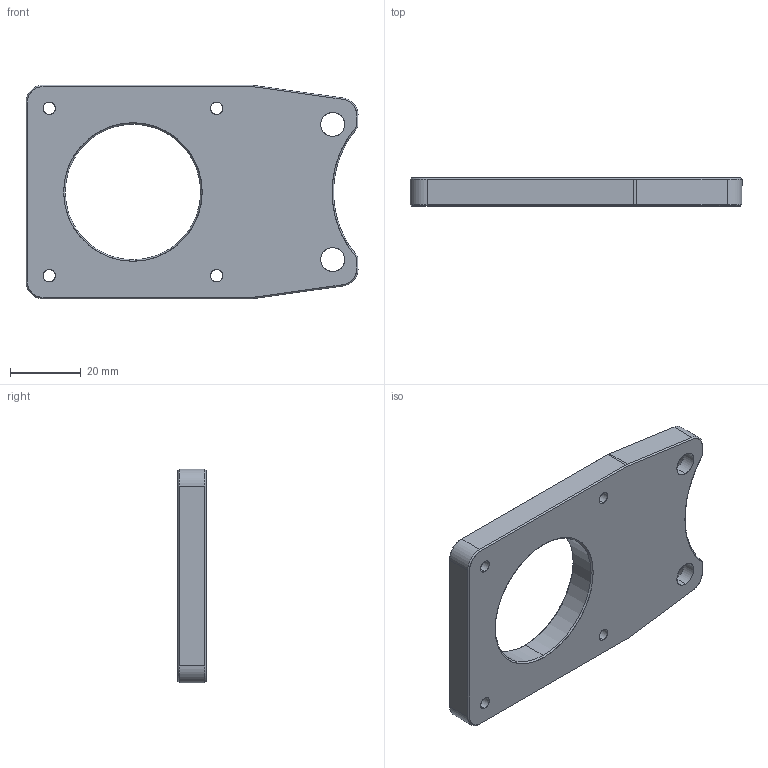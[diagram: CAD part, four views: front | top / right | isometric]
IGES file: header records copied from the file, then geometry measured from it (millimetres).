
Start section: SolidWorks IGES file using analytic representation for surfaces
Global section: file name: 1068-3-10-N23.IGS; native system: SolidWorks 2019; preprocessor: SolidWorks 2019; author: Codrin; date: 200911.144303; units: inch
Bounding box: 93.65 x 7.94 x 60.33 mm (x, y, z)
Surface area: 11859.3 mm2 (no closed solid volume)
Topology: 0 solids, 0 shells, 74 faces, 932 edges, 932 vertices
Faces by surface type: revolution 51, bspline 23
